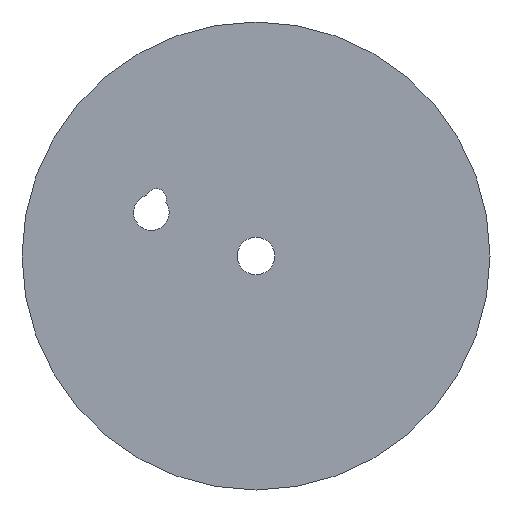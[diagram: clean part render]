
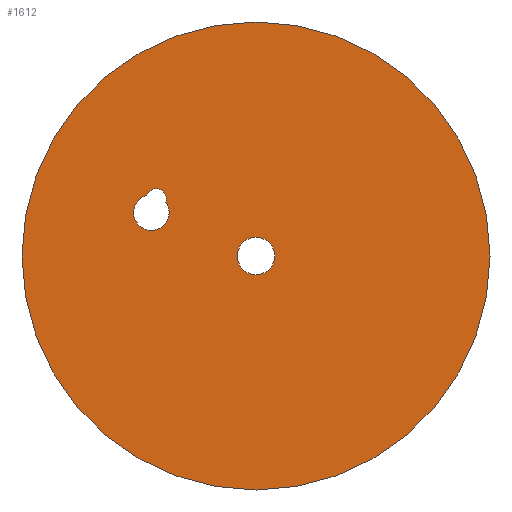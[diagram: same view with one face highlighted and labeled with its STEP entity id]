
A CAD part, front view. The second image highlights one B-rep face of the part: STEP entity #1612.
In plain terms, the highlighted planar face has unit normal (0, -1, 0).
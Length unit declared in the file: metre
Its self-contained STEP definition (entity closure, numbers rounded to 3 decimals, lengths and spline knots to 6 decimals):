
#493=ORIENTED_EDGE('',*,*,#957,.F.);
#494=ORIENTED_EDGE('',*,*,#958,.F.);
#495=ORIENTED_EDGE('',*,*,#959,.F.);
#496=ORIENTED_EDGE('',*,*,#956,.T.);
#956=EDGE_CURVE('',#1186,#1186,#1279,.T.);
#957=EDGE_CURVE('',#1187,#1188,#1280,.T.);
#958=EDGE_CURVE('',#1188,#1187,#1281,.T.);
#959=EDGE_CURVE('',#1189,#1189,#1282,.T.);
#1186=VERTEX_POINT('',#2527);
#1187=VERTEX_POINT('',#2530);
#1188=VERTEX_POINT('',#2531);
#1189=VERTEX_POINT('',#2534);
#1279=CIRCLE('',#1752,0.082028);
#1280=CIRCLE('',#1754,0.006235);
#1281=CIRCLE('',#1755,0.003499);
#1282=CIRCLE('',#1756,0.006545);
#1324=EDGE_LOOP('',(#493,#494));
#1325=EDGE_LOOP('',(#495));
#1326=EDGE_LOOP('',(#496));
#1441=FACE_BOUND('',#1324,.T.);
#1442=FACE_BOUND('',#1325,.T.);
#1443=FACE_BOUND('',#1326,.T.);
#1546=PLANE('',#1753);
#1612=ADVANCED_FACE('',(#1441,#1442,#1443),#1546,.T.);
#1752=AXIS2_PLACEMENT_3D('',#2526,#1992,#1993);
#1753=AXIS2_PLACEMENT_3D('',#2528,#1994,#1995);
#1754=AXIS2_PLACEMENT_3D('',#2529,#1996,#1997);
#1755=AXIS2_PLACEMENT_3D('',#2532,#1998,#1999);
#1756=AXIS2_PLACEMENT_3D('',#2533,#2000,#2001);
#1992=DIRECTION('',(0.,-1.,0.));
#1993=DIRECTION('',(0.,0.,-1.));
#1994=DIRECTION('',(0.,-1.,0.));
#1995=DIRECTION('',(1.,0.,0.));
#1996=DIRECTION('',(0.,-1.,0.));
#1997=DIRECTION('',(0.,0.,-1.));
#1998=DIRECTION('',(0.,-1.,0.));
#1999=DIRECTION('',(0.,0.,-1.));
#2000=DIRECTION('',(0.,-1.,0.));
#2001=DIRECTION('',(0.,0.,-1.));
#2526=CARTESIAN_POINT('',(0.,-0.00762,0.));
#2527=CARTESIAN_POINT('',(0.,-0.00762,-0.082028));
#2528=CARTESIAN_POINT('',(0.,-0.00762,0.));
#2529=CARTESIAN_POINT('',(-0.036696,-0.00762,0.015251));
#2530=CARTESIAN_POINT('',(-0.038245,-0.00762,0.02129));
#2531=CARTESIAN_POINT('',(-0.031659,-0.00762,0.018926));
#2532=CARTESIAN_POINT('',(-0.034952,-0.00762,0.020108));
#2533=CARTESIAN_POINT('',(0.,-0.00762,0.));
#2534=CARTESIAN_POINT('',(0.,-0.00762,-0.006545));
